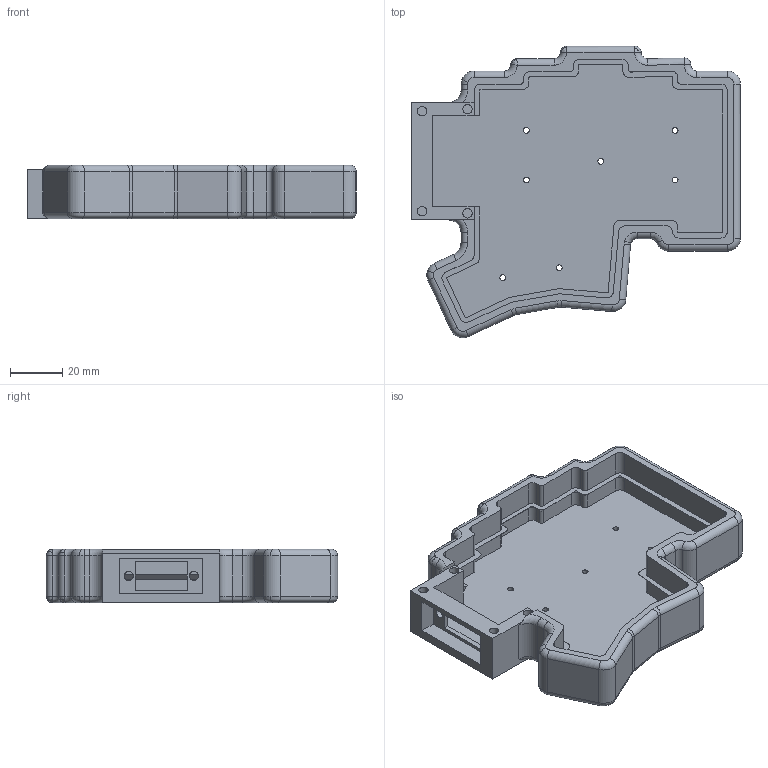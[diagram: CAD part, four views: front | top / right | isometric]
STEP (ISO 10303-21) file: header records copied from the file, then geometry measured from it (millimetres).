
FILE_DESCRIPTION(('HOOPS Exchange Step'),'2;1');
FILE_NAME('temp_export','2023-11-26T17:18:02-05:00',('jscotto'),('Shapr3D Limited'),'HOOPS Exchange 2023.2','Shapr3D','Authorized');
FILE_SCHEMA( ('AUTOMOTIVE_DESIGN { 1 0 10303 214 1 1 1 1 }') );
Length unit declared in the file: millimetre
Products named in the file (1): 3x5 - Case (Right)
Bounding box: 126.26 x 111.93 x 20.6 mm (x, y, z)
Volume: 70513.9 mm3; surface area: 38622.2 mm2
Topology: 1 solids, 1 shells, 331 faces, 882 edges, 551 vertices
Faces by surface type: cylinder 127, plane 118, torus 42, cone 28, bspline 16
Full cylindrical faces by diameter (mm): 2.2 x7, 3.6 x4
Entity records: 12836 total; most frequent: CARTESIAN_POINT 4381, DIRECTION 1853, ORIENTED_EDGE 1750, EDGE_CURVE 875, AXIS2_PLACEMENT_3D 704, VERTEX_POINT 551, VECTOR 445, LINE 445
